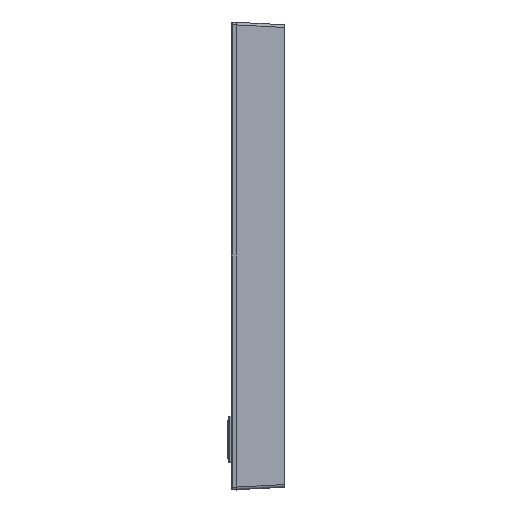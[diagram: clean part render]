
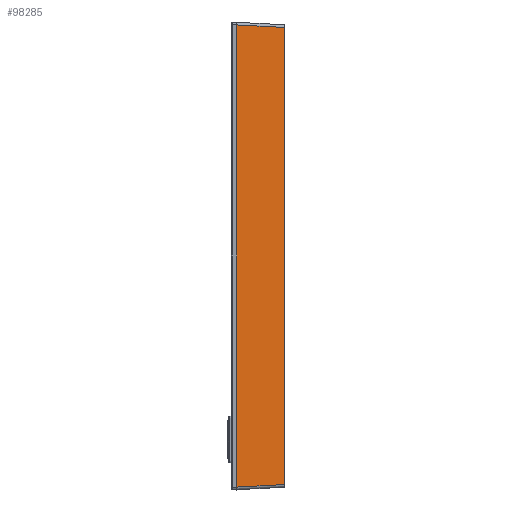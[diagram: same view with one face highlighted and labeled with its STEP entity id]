
A CAD part, left-side view. The second image highlights one B-rep face of the part: STEP entity #98285.
In plain terms, the highlighted planar face has unit normal (-0.999, -0.052, 0).
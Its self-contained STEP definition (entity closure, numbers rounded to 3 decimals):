
#26787=CARTESIAN_POINT('',(-43.478,0.,-42.979));
#26789=CARTESIAN_POINT('',(-43.478,0.,42.979));
#26827=DIRECTION('',(0.052,-0.997,0.052));
#26828=VECTOR('',#26827,9.025);
#26829=CARTESIAN_POINT('',(-43.95,9.,-43.451));
#26830=LINE('84056',#26829,#26828);
#26831=DIRECTION('',(0.052,-0.997,-0.052));
#26832=VECTOR('',#26831,9.025);
#26833=CARTESIAN_POINT('',(-43.95,9.,43.451));
#26834=LINE('84060',#26833,#26832);
#26835=DIRECTION('',(0.,0.,1.));
#26836=VECTOR('',#26835,85.958);
#26837=CARTESIAN_POINT('',(-43.478,0.,-42.979));
#26838=LINE('84063',#26837,#26836);
#26891=DIRECTION('',(0.,0.,1.));
#26892=VECTOR('',#26891,86.901);
#26893=CARTESIAN_POINT('',(-43.95,9.,-43.451));
#26894=LINE('84067',#26893,#26892);
#40562=VERTEX_POINT('',#26787);
#40563=CARTESIAN_POINT('',(-43.95,9.,-43.451));
#40564=VERTEX_POINT('',#40563);
#40567=VERTEX_POINT('',#26789);
#40571=CARTESIAN_POINT('',(-43.95,9.,43.451));
#40572=VERTEX_POINT('',#40571);
#98272=CARTESIAN_POINT('',(-43.95,9.,-43.95));
#98273=DIRECTION('',(0.999,0.052,0.));
#98274=DIRECTION('',(0.,0.,1.));
#98275=AXIS2_PLACEMENT_3D('',#98272,#98273,#98274);
#98276=PLANE('81503',#98275);
#98278=ORIENTED_EDGE('84056',*,*,#98277,.F.);
#98280=ORIENTED_EDGE('84067',*,*,#98279,.T.);
#98281=ORIENTED_EDGE('84060',*,*,#98257,.T.);
#98282=ORIENTED_EDGE('84063',*,*,#98175,.F.);
#98283=EDGE_LOOP('81503',(#98278,#98280,#98281,#98282));
#98284=FACE_OUTER_BOUND('81503',#98283,.F.);
#98285=ADVANCED_FACE('81503',(#98284),#98276,.F.);
#98175=EDGE_CURVE('84063',#40562,#40567,#26838,.T.);
#98257=EDGE_CURVE('84060',#40572,#40567,#26834,.T.);
#98277=EDGE_CURVE('84056',#40564,#40562,#26830,.T.);
#98279=EDGE_CURVE('84067',#40564,#40572,#26894,.T.);
